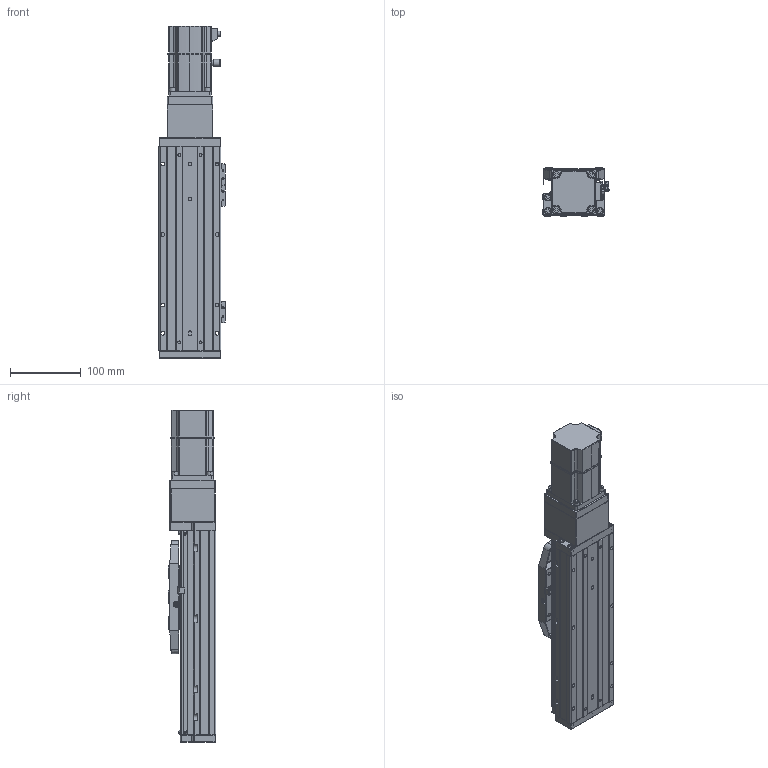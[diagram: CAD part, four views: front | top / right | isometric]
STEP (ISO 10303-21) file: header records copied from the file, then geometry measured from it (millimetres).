
FILE_DESCRIPTION (( 'STEP AP203' ), '1' );
FILE_NAME ('CTHA86-100-BC-M20-C4L.step', '2022-04-26T00:45:22', ( '微软用户' ), ( '微软中国' ), 'SwSTEP 2.0', 'SolidWorks 2020', '' );
FILE_SCHEMA (( 'CONFIG_CONTROL_DESIGN' ));
Length unit declared in the file: millimetre
Products named in the file (22): CTHA86-006-1_CTHA86-006-2; KTHA86-005; GBT70.1 M5℅16; _X2_4E0983F1_X0_200W_1; GB¨uT 70.2-M3¡Á5_M3¡Á6; GBT 70.1-M3×16; GBT 70.3-M3℅6; EE_SX911P_R; GBT 70.1-M3℅6; CTHA86-002; CTHA60-017; CTHA60-016; CTHA86-031; CTHA60-021; CTHA86-013; CTHA86-030; KTHA86-001_290; GBT77-2000 M3×3; CTHA86-027; CTHA86-100-BC-M20-C4L; KTHA86-004; GBT 70.1-M3×20
Assembly tree (65 placements, depth 2):
  CTHA86-100-BC-M20-C4L
    KTHA86-001_290
    KTHA86-004
    KTHA86-005
    GB¨uT 70.2-M3¡Á5_M3¡Á6  x10
    EE_SX911P_R  x3
    CTHA60-017  x3
    CTHA60-021  x2
    GBT77-2000 M3×3  x6
    GBT 70.1-M3×20
    GBT70.1 M5℅16  x14
    GBT 70.1-M3×16
    GBT 70.1-M3℅6  x6
    CTHA60-016  x2
    CTHA86-013
    CTHA86-027
    CTHA86-006-1_CTHA86-006-2
    _X2_4E0983F1_X0_200W_1
    GBT 70.3-M3℅6  x6
    CTHA86-002
    CTHA86-031
    CTHA86-030  x2
Bounding box: 93.82 x 68 x 470.5 mm (x, y, z)
Volume: 1729545.7 mm3; surface area: 337031.8 mm2
Topology: 67 solids, 67 shells, 2634 faces, 6247 edges, 3832 vertices
Faces by surface type: plane 1368, cylinder 673, cone 380, torus 120, bspline 69, sphere 24
Entity records: 45045 total; most frequent: CARTESIAN_POINT 8400, DIRECTION 7048, ORIENTED_EDGE 6750, EDGE_CURVE 3375, AXIS2_PLACEMENT_3D 2416, VECTOR 2216, LINE 2216, VERTEX_POINT 2110
